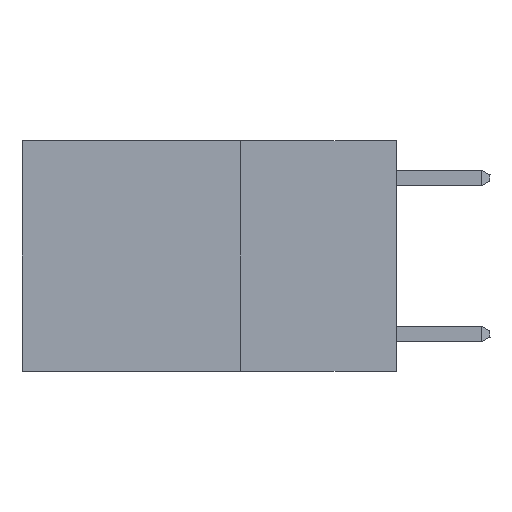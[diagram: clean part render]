
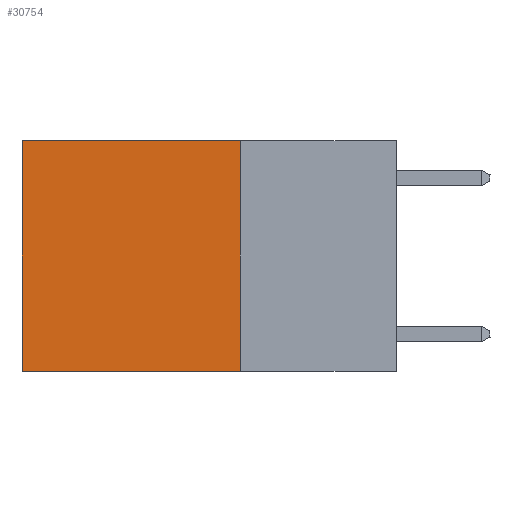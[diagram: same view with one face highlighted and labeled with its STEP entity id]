
A CAD part, left-side view. The second image highlights one B-rep face of the part: STEP entity #30754.
In plain terms, the highlighted planar face has unit normal (-1, 0, 0).
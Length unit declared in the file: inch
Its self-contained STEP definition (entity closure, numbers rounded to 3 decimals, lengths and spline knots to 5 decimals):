
#940 = DIRECTION ( 'NONE',  ( 0., 0., -1. ) ) ;
#1027 = VERTEX_POINT ( 'NONE', #26979 ) ;
#1652 = ORIENTED_EDGE ( 'NONE', *, *, #21459, .F. ) ;
#4529 = ORIENTED_EDGE ( 'NONE', *, *, #23575, .T. ) ;
#4698 = VERTEX_POINT ( 'NONE', #21038 ) ;
#6483 = ORIENTED_EDGE ( 'NONE', *, *, #26512, .F. ) ;
#6573 = ORIENTED_EDGE ( 'NONE', *, *, #16438, .T. ) ;
#6711 = EDGE_LOOP ( 'NONE', ( #4529, #6483, #1652, #6573 ) ) ;
#7455 = CARTESIAN_POINT ( 'NONE',  ( 0.2625, 0.25, 0. ) ) ;
#7504 = DIRECTION ( 'NONE',  ( 0., 1., 0. ) ) ;
#8132 = LINE ( 'NONE', #15636, #18896 ) ;
#9744 = LINE ( 'NONE', #24741, #15903 ) ;
#10815 = CARTESIAN_POINT ( 'NONE',  ( 0.2625, 0.25, 0. ) ) ;
#11269 = DIRECTION ( 'NONE',  ( 0., 1., 0. ) ) ;
#12602 = PLANE ( 'NONE',  #21633 ) ;
#13064 = LINE ( 'NONE', #10815, #13188 ) ;
#13188 = VECTOR ( 'NONE', #940, 39.37008 ) ;
#14835 = DIRECTION ( 'NONE',  ( 1., 0., 0. ) ) ;
#15636 = CARTESIAN_POINT ( 'NONE',  ( 0.2625, 0.6, 0. ) ) ;
#15903 = VECTOR ( 'NONE', #7504, 39.37008 ) ;
#16163 = VERTEX_POINT ( 'NONE', #7455 ) ;
#16438 = EDGE_CURVE ( 'NONE', #16163, #4698, #28031, .T. ) ;
#17381 = FACE_OUTER_BOUND ( 'NONE', #6711, .T. ) ;
#17866 = DIRECTION ( 'NONE',  ( 0., 0., -1. ) ) ;
#18896 = VECTOR ( 'NONE', #17866, 39.37008 ) ;
#21038 = CARTESIAN_POINT ( 'NONE',  ( 0.2625, 0.6, 0. ) ) ;
#21459 = EDGE_CURVE ( 'NONE', #16163, #29748, #13064, .T. ) ;
#21633 = AXIS2_PLACEMENT_3D ( 'NONE', #29518, #14835, #27116 ) ;
#23575 = EDGE_CURVE ( 'NONE', #4698, #1027, #8132, .T. ) ;
#24128 = CARTESIAN_POINT ( 'NONE',  ( 0.2625, 0.25, -0.37 ) ) ;
#24741 = CARTESIAN_POINT ( 'NONE',  ( 0.2625, 0.25, -0.37 ) ) ;
#25640 = CARTESIAN_POINT ( 'NONE',  ( 0.2625, 0.25, 0. ) ) ;
#26512 = EDGE_CURVE ( 'NONE', #29748, #1027, #9744, .T. ) ;
#26979 = CARTESIAN_POINT ( 'NONE',  ( 0.2625, 0.6, -0.37 ) ) ;
#27116 = DIRECTION ( 'NONE',  ( 0., 0., -1. ) ) ;
#28031 = LINE ( 'NONE', #25640, #29361 ) ;
#29361 = VECTOR ( 'NONE', #11269, 39.37008 ) ;
#29518 = CARTESIAN_POINT ( 'NONE',  ( 0.2625, 0.25, 0. ) ) ;
#29748 = VERTEX_POINT ( 'NONE', #24128 ) ;
#30754 = ADVANCED_FACE ( 'NONE', ( #17381 ), #12602, .F. ) ;
